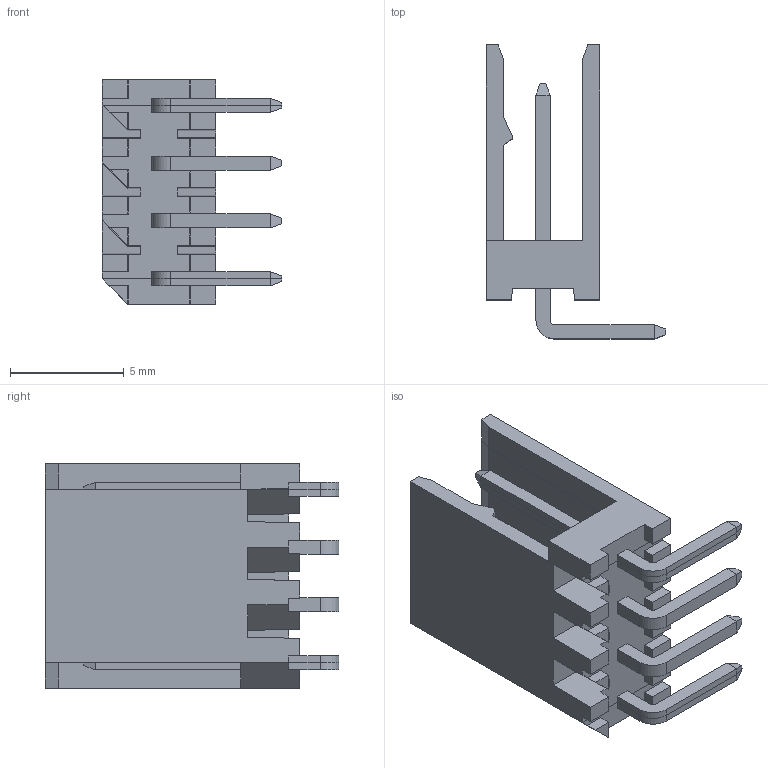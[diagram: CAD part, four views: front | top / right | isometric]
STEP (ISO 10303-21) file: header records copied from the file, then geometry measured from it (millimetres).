
FILE_DESCRIPTION(/* description */ ('Unknown'),/* implementation_level */ '2;1');
FILE_NAME(/* name */ '66100411722',/* time_stamp */ '2018-06-13T13:59:07+02:00',/* author */ ('Unknown'),/* organization */ ('Unknown'),/* preprocessor_version */ 'ST-DEVELOPER v16.7',/* originating_system */ 'DEX',/* authorisation */ $);
FILE_SCHEMA (('AUTOMOTIVE_DESIGN {1 0 10303 214 3 1 1}'));
Length unit declared in the file: millimetre
Products named in the file (4): 6610xx11722; 66100411722; 6610xx11722_02_06_DX; 6610xx11722_02_06_SX
Assembly tree (3 placements, depth 2):
  6610xx11722
    66100411722
    6610xx11722_02_06_DX
    6610xx11722_02_06_SX
Bounding box: 7.9 x 12.92 x 9.86 mm (x, y, z)
Volume: 233.1 mm3; surface area: 789.7 mm2
Topology: 3 solids, 3 shells, 237 faces, 673 edges, 438 vertices
Faces by surface type: plane 224, cylinder 13
Entity records: 9273 total; most frequent: CARTESIAN_POINT 1352, ORIENTED_EDGE 1346, DIRECTION 1181, EDGE_CURVE 673, LINE 647, VECTOR 647, VERTEX_POINT 438, AXIS2_PLACEMENT_3D 267
